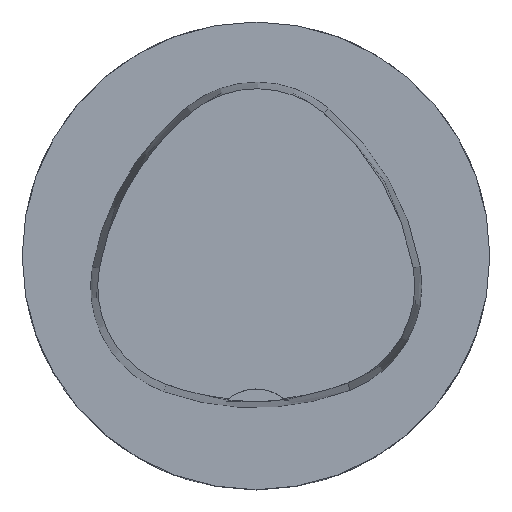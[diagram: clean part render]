
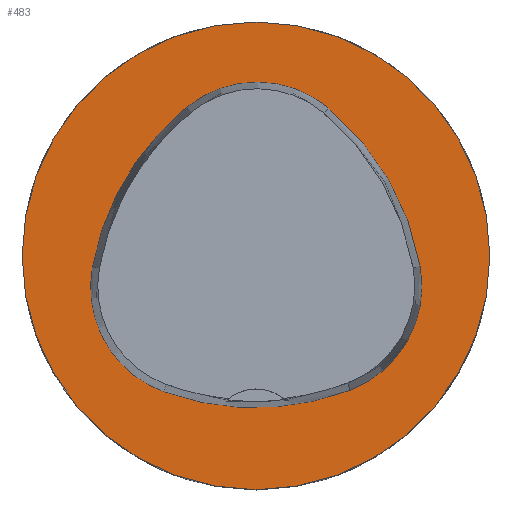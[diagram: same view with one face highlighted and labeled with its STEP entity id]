
A CAD part, top view. The second image highlights one B-rep face of the part: STEP entity #483.
In plain terms, the highlighted planar face has unit normal (0, 0, 1).
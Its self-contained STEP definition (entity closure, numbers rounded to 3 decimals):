
#217=PLANE('',#4973);
#335=FACE_BOUND('',#1068,.T.);
#336=FACE_BOUND('',#1069,.T.);
#483=ADVANCED_FACE('',(#335,#336),#217,.T.);
#1068=EDGE_LOOP('',(#2392,#2393,#2394,#2395,#2396,#2397));
#1069=EDGE_LOOP('',(#2398));
#1362=CIRCLE('',#4945,31.5);
#1363=CIRCLE('',#4951,36.);
#1365=CIRCLE('',#4954,15.);
#1367=CIRCLE('',#4957,36.);
#1369=CIRCLE('',#4960,15.);
#1373=CIRCLE('',#4965,36.);
#1375=CIRCLE('',#4968,15.);
#2392=ORIENTED_EDGE('',*,*,#4126,.T.);
#2393=ORIENTED_EDGE('',*,*,#4106,.T.);
#2394=ORIENTED_EDGE('',*,*,#4110,.T.);
#2395=ORIENTED_EDGE('',*,*,#4113,.T.);
#2396=ORIENTED_EDGE('',*,*,#4116,.T.);
#2397=ORIENTED_EDGE('',*,*,#4124,.T.);
#2398=ORIENTED_EDGE('',*,*,#4097,.F.);
#3626=VERTEX_POINT('',#7365);
#3635=VERTEX_POINT('',#7384);
#3636=VERTEX_POINT('',#7385);
#3639=VERTEX_POINT('',#7393);
#3641=VERTEX_POINT('',#7399);
#3643=VERTEX_POINT('',#7405);
#3650=VERTEX_POINT('',#7426);
#4097=EDGE_CURVE('',#3626,#3626,#1362,.T.);
#4106=EDGE_CURVE('',#3635,#3636,#1363,.T.);
#4110=EDGE_CURVE('',#3636,#3639,#1365,.T.);
#4113=EDGE_CURVE('',#3639,#3641,#1367,.T.);
#4116=EDGE_CURVE('',#3641,#3643,#1369,.T.);
#4124=EDGE_CURVE('',#3643,#3650,#1373,.T.);
#4126=EDGE_CURVE('',#3650,#3635,#1375,.T.);
#4945=AXIS2_PLACEMENT_3D('',#7364,#5608,#5609);
#4951=AXIS2_PLACEMENT_3D('',#7383,#5624,#5625);
#4954=AXIS2_PLACEMENT_3D('',#7392,#5632,#5633);
#4957=AXIS2_PLACEMENT_3D('',#7398,#5639,#5640);
#4960=AXIS2_PLACEMENT_3D('',#7404,#5646,#5647);
#4965=AXIS2_PLACEMENT_3D('',#7427,#5658,#5659);
#4968=AXIS2_PLACEMENT_3D('',#7430,#5664,#5665);
#4973=AXIS2_PLACEMENT_3D('',#7435,#5674,#5675);
#5608=DIRECTION('',(0.,0.,-1.));
#5609=DIRECTION('',(-1.,0.,0.));
#5624=DIRECTION('',(0.,0.,-1.));
#5625=DIRECTION('',(-1.,0.,0.));
#5632=DIRECTION('',(0.,0.,-1.));
#5633=DIRECTION('',(-1.,0.,0.));
#5639=DIRECTION('',(0.,0.,-1.));
#5640=DIRECTION('',(-1.,0.,0.));
#5646=DIRECTION('',(0.,0.,-1.));
#5647=DIRECTION('',(-1.,0.,0.));
#5658=DIRECTION('',(0.,0.,-1.));
#5659=DIRECTION('',(-1.,0.,0.));
#5664=DIRECTION('',(0.,0.,-1.));
#5665=DIRECTION('',(-1.,0.,0.));
#5674=DIRECTION('',(0.,0.,1.));
#5675=DIRECTION('',(1.,0.,0.));
#7364=CARTESIAN_POINT('',(0.,0.,0.));
#7365=CARTESIAN_POINT('',(-31.5,0.,0.));
#7383=CARTESIAN_POINT('',(13.398,-7.893,0.));
#7384=CARTESIAN_POINT('',(-22.041,-1.562,0.));
#7385=CARTESIAN_POINT('',(-9.317,20.036,0.));
#7392=CARTESIAN_POINT('',(0.148,8.399,0.));
#7393=CARTESIAN_POINT('',(9.779,19.898,0.));
#7398=CARTESIAN_POINT('',(-13.337,-7.7,0.));
#7399=CARTESIAN_POINT('',(22.122,-1.48,0.));
#7404=CARTESIAN_POINT('',(7.347,-4.071,0.));
#7405=CARTESIAN_POINT('',(12.693,-18.087,0.));
#7426=CARTESIAN_POINT('',(-12.373,-18.307,0.));
#7427=CARTESIAN_POINT('',(-0.137,15.55,0.));
#7430=CARTESIAN_POINT('',(-7.275,-4.2,0.));
#7435=CARTESIAN_POINT('',(0.,0.,0.));
